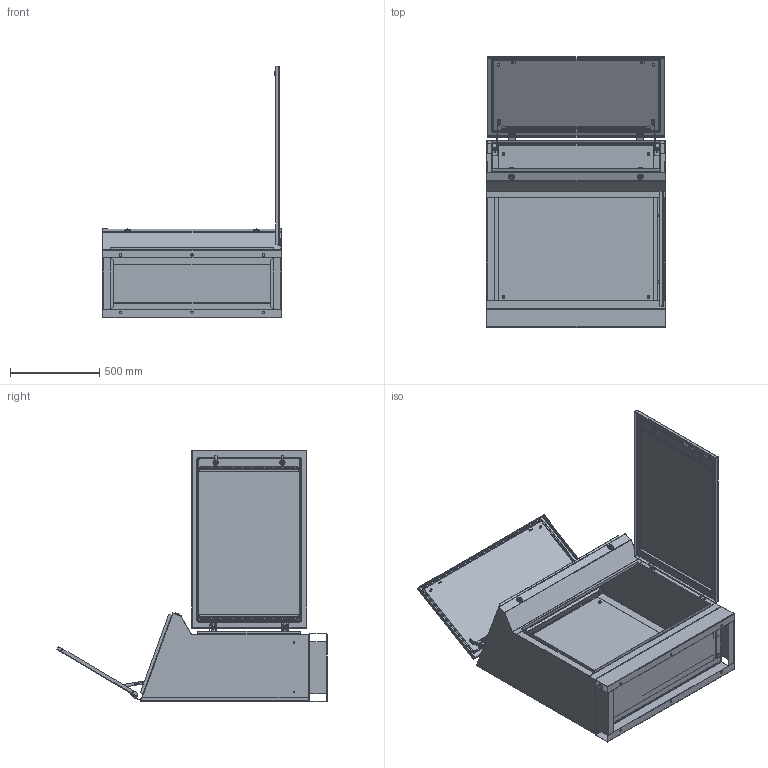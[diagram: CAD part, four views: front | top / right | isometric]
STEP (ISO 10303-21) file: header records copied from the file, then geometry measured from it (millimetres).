
FILE_DESCRIPTION (( 'STEP AP203' ), '1' );
FILE_NAME ('ÌÈ-1367.00.00.000 Ñáîðêà Ïóëüò TP10.STEP', '2020-11-03T08:04:20', ( '' ), ( '' ), 'SwSTEP 2.0', 'SolidWorks 2019', '' );
FILE_SCHEMA (( 'CONFIG_CONTROL_DESIGN' ));
Length unit declared in the file: millimetre
Products named in the file (59): Çàìîê áîëüøîé-1; plain washer small grade a_din_Washer DIN 433 - 13; ÌÈ-72.01.00.003 Äåðæàòåëü çàìêà; ﾍ瑜粱 PM09.135.R; Çåðêàëüíî îòðàçèòüÍàïðàâëÿþùàÿ 2; ÌÈ-1367.00.00.001 Ïàíåëü ìîíòàæíàÿ; Øïèëüêà ïðèâàðíàÿ Ì6õ25; Çåðêàëüíî îòðàçèòüÊðåïåæ; hex nut gradec_din_Hexagon Nut ISO 4034 - M6 - N; Çàêëåïêà ãàå÷íàÿ Ì4 UNI 9203; ÌÈ-72.03.03.001 Ñòåíêà ïðàâàÿ; 昈-1367.01.00.002 赶鎀鍧; ﾌﾈ-1367.02.00.001 ﾄ粢; Øïèëüêà ïðèâàðíàÿ Ì4õ16 DIN 13918; Êîðïóñ ïåòëè; Ãàéêà äëÿ IP54; ÌÈ-1367.00.00.000 Ñáîðêà Ïóëüò TP10; ÌÈ-72.02.00.002 Óãîëîê äâåðü; 扰樖樉; 倘-72.00.00.002 哏; ÌÈ-72.05.00.001 Øâåëëåð 290; high strength hex head bolt_din_DIN 6914 - M12 x 30 x 21-N; 昈-1367.03.00.000 扻豵鵨 捘; ﾍ瑜粱 1; ÌÈ-1367.04.00.001 Ïåðåãîðîäêà ïîä ââîä êàáåëÿ; ÌÈ-1367.05.00.002 Øâåëëåð 1000; ﾇ瑟鶴; pan head cross recess screw_din_DIN EN ISO 7045 - M4 x 6 - Z - 6N; ÌÈ-72.03.02.001 Ñòåíêà ëåâàÿ; Êîðïóñ çàìêà IP54; ÏÀÊ íà êðûøêó1; hex thin nut gradeb_din_Hexagon Nut ISO 4036 - M4 - N; ÌÈ-72.03.03.002 Äåðæàòåëü ôèêñàòðà; 倘-1367.01.00.000 署赅 蚜; hex nut style 1 gradeab_din_Hexagon Nut ISO 4032 - M12 - W - N; Øïèëüêà ïðèâàðíàÿ Ì6õ16 DIN 13918; ÌÈ-1367.03.01.001 Ñòåíêà çàäíÿÿ; ﾍ瑜粱 2; hex flange nut_din_Hexagon Flange Nut DIN 6923 - M6 - N; ﾌﾈ-1367.02.00.000 ﾄ粢 ﾑﾁ ...
Assembly tree (115 placements, depth 4):
  ÌÈ-1367.00.00.000 Ñáîðêà Ïóëüò TP10
    昈-1367.03.00.000 扻豵鵨 捘
      ÌÈ-1367.03.01.000 Ñòåíêà çàäíÿÿ ÑÁ
        ÌÈ-1367.03.01.001 Ñòåíêà çàäíÿÿ
        Øïèëüêà ïðèâàðíàÿ Ì6õ25  x4
      ÌÈ-72.03.02.000 Ñòåíêà ëåâàÿ ÑÁ
        ÌÈ-72.03.02.001 Ñòåíêà ëåâàÿ
        Øïèëüêà ïðèâàðíàÿ Ì6õ16 DIN 13918  x2
        ÌÈ-72.03.03.002 Äåðæàòåëü ôèêñàòðà
        Çàêëåïêà ãàå÷íàÿ Ì4 UNI 9203  x2
      ÌÈ-72.03.03.000 Ñòåíêà ïðàâàÿ ÑÁ
        ÌÈ-72.03.03.001 Ñòåíêà ïðàâàÿ
        Øïèëüêà ïðèâàðíàÿ Ì6õ16 DIN 13918  x2
        ÌÈ-72.03.03.002 Äåðæàòåëü ôèêñàòðà
        Çàêëåïêà ãàå÷íàÿ Ì4 UNI 9203  x2
      ÌÈ-1367.03.00.002 Ñòåíêà íèç
      ÌÈ-1367.03.00.001 Ñòåíêà ââåðõ
    倘-1367.01.00.000 署赅 蚜
      倘-1367.01.00.001 署赅
      昈-1367.01.00.002 赶鎀鍧
      Øïèëüêà ïðèâàðíàÿ Ì8õ16 DIN 13918  x2
      ÏÀÊ íà êðûøêó1
      Øïèëüêà ïðèâàðíàÿ Ì4õ16 DIN 13918  x4
      ÌÈ-72.01.00.003 Äåðæàòåëü çàìêà  x2
    ﾌﾈ-1367.02.00.000 ﾄ粢 ﾑﾁ
      ﾌﾈ-1367.02.00.001 ﾄ粢
      ÌÈ-72.02.00.002 Óãîëîê äâåðü  x2
      ÏÀÊ íà äâåðü
    ÌÈ-1367.00.00.001 Ïàíåëü ìîíòàæíàÿ
    ﾇ瑟鶴
      Çàìîê áîëüøîé-1
      倘-72.00.00.002 哏
    ﾇ瑟鶴
      Çàìîê áîëüøîé-1
      倘-72.00.00.002 哏
    ÌÈ-1367.04.00.000 ÑÁ Ïåðåãîðîäêà ïîä ââîä êàáåëÿ
      ÌÈ-1367.04.00.001 Ïåðåãîðîäêà ïîä ââîä êàáåëÿ
      ÓÊ íà ïåðåãîðîäêó
    ÌÈ-1367.05.00.000 ÑÁ Öîêîëü 1000õ380
      ÌÈ-1367.05.00.002 Øâåëëåð 1000  x2
      ÌÈ-72.05.00.001 Øâåëëåð 290  x2
    ﾍ瑜粱 PM09.135.R
      ﾍ瑜粱 1
      ﾍ瑜粱 2
      扰樖樉  x2
    pan head cross recess screw_din_DIN EN ISO 7045 - M4 x 6 - Z - 6N  x4
    high strength hex head bolt_din_DIN 6914 - M12 x 30 x 21-N  x4
    plain washer small grade a_din_Washer DIN 433 - 13  x4
    hex nut style 1 gradeab_din_Hexagon Nut ISO 4032 - M12 - W - N  x4
    Çåðêàëüíî îòðàçèòüÍàïðàâëÿþùàÿ PM09.135.R
      Çåðêàëüíî îòðàçèòüÍàïðàâëÿþùàÿ 1
      Çåðêàëüíî îòðàçèòüÍàïðàâëÿþùàÿ 2
      Çåðêàëüíî îòðàçèòüÊðåïåæ  x2
    Êîðïóñ ïåòëè  x4
    Îñíîâàíèå ïåòëè  x4
    ﾇ瑟鶴 IP54
      Êîðïóñ çàìêà IP54
      Âíóòðÿíÿÿ ÷àñòü çàìêà IP54
      ßçû÷îê çàìêà IP54
      Ãàéêà äëÿ IP54
Bounding box: 1000 x 1510.4 x 1405.6 mm (x, y, z)
Volume: 8925574.9 mm3; surface area: 11203029.8 mm2
Topology: 111 solids, 111 shells, 4118 faces, 10015 edges, 6203 vertices
Faces by surface type: plane 1853, cylinder 1653, cone 372, bspline 128, torus 104, sphere 8
Entity records: 77447 total; most frequent: CARTESIAN_POINT 19712, DIRECTION 10677, ORIENTED_EDGE 10118, EDGE_CURVE 5059, AXIS2_PLACEMENT_3D 3846, VERTEX_POINT 3142, LINE 2985, VECTOR 2985
